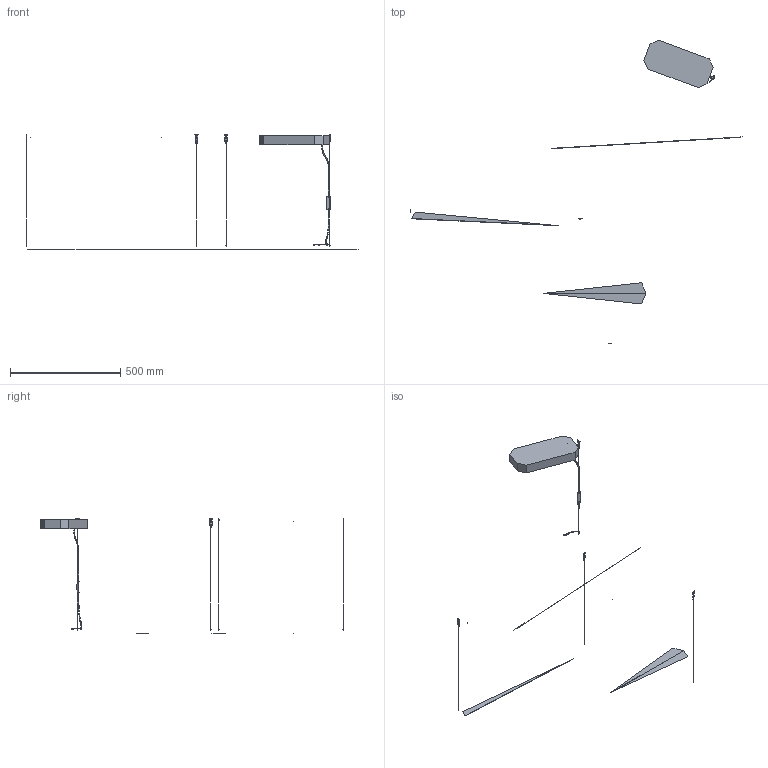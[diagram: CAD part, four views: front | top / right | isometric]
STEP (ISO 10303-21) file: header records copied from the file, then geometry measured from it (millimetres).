
FILE_DESCRIPTION(/* description */ (''),/* implementation_level */ '2;1');
FILE_NAME(/* name */ 'ripple cluster',/* time_stamp */ '2021-05-11T18:42:47+02:00',/* author */ (''),/* organization */ (''),/* preprocessor_version */ 'ST-DEVELOPER v15',/* originating_system */ '',/* authorisation */ '');
FILE_SCHEMA (('AUTOMOTIVE_DESIGN'));
Length unit declared in the file: millimetre
Products named in the file (1): Document
Bounding box: 1505.24 x 1378.2 x 523.22 mm (x, y, z)
Volume: 12343703.5 mm3
Topology: 14 solids, 25 shells, 861 faces, 2273 edges, 1446 vertices
Faces by surface type: bspline 449, plane 412
Entity records: 46586 total; most frequent: CARTESIAN_POINT 33574, ORIENTED_EDGE 4477, EDGE_CURVE 2257, VERTEX_POINT 1446, EDGE_LOOP 910, ADVANCED_FACE 859, FACE_OUTER_BOUND 859, B_SPLINE_CURVE_WITH_KNOTS 640
